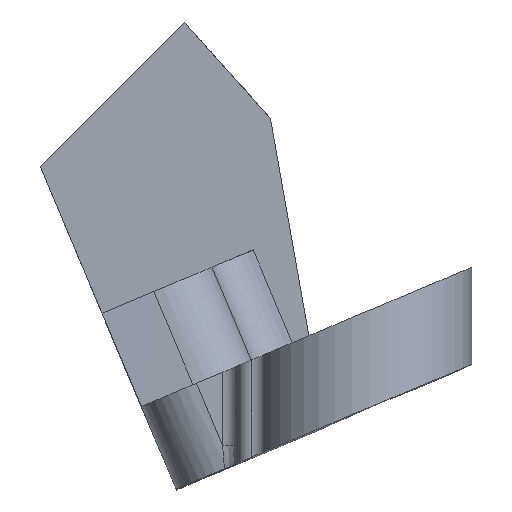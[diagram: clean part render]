
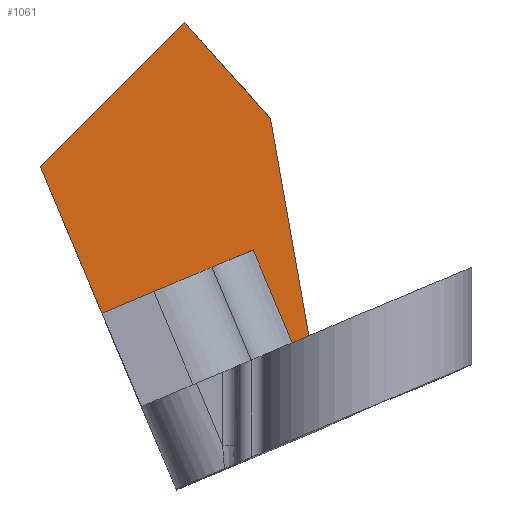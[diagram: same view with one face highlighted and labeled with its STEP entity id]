
A CAD part, top view. The second image highlights one B-rep face of the part: STEP entity #1061.
In plain terms, the highlighted planar face has unit normal (0, 0, 1).
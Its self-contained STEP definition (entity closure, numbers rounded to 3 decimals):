
#40=PLANE('',#1185);
#353=ORIENTED_EDGE('',*,*,#552,.T.);
#354=ORIENTED_EDGE('',*,*,#553,.T.);
#355=ORIENTED_EDGE('',*,*,#531,.F.);
#356=ORIENTED_EDGE('',*,*,#554,.F.);
#357=ORIENTED_EDGE('',*,*,#555,.F.);
#358=ORIENTED_EDGE('',*,*,#556,.F.);
#359=ORIENTED_EDGE('',*,*,#557,.F.);
#531=EDGE_CURVE('',#648,#649,#733,.T.);
#552=EDGE_CURVE('',#668,#669,#745,.F.);
#553=EDGE_CURVE('',#669,#649,#746,.T.);
#554=EDGE_CURVE('',#670,#648,#747,.T.);
#555=EDGE_CURVE('',#671,#670,#748,.T.);
#556=EDGE_CURVE('',#672,#671,#749,.T.);
#557=EDGE_CURVE('',#668,#672,#750,.T.);
#648=VERTEX_POINT('',#1821);
#649=VERTEX_POINT('',#1822);
#668=VERTEX_POINT('',#1873);
#669=VERTEX_POINT('',#1874);
#670=VERTEX_POINT('',#1877);
#671=VERTEX_POINT('',#1879);
#672=VERTEX_POINT('',#1881);
#733=LINE('',#1820,#817);
#745=LINE('',#1872,#829);
#746=LINE('',#1875,#830);
#747=LINE('',#1876,#831);
#748=LINE('',#1878,#832);
#749=LINE('',#1880,#833);
#750=LINE('',#1882,#834);
#817=VECTOR('',#1418,1000.);
#829=VECTOR('',#1454,1000.);
#830=VECTOR('',#1455,1000.);
#831=VECTOR('',#1456,1000.);
#832=VECTOR('',#1457,1000.);
#833=VECTOR('',#1458,1000.);
#834=VECTOR('',#1459,1000.);
#902=EDGE_LOOP('',(#353,#354,#355,#356,#357,#358,#359));
#976=FACE_BOUND('',#902,.T.);
#1061=ADVANCED_FACE('',(#976),#40,.T.);
#1185=AXIS2_PLACEMENT_3D('',#1871,#1452,#1453);
#1418=DIRECTION('',(0.174,-0.985,0.));
#1452=DIRECTION('',(0.,0.,1.));
#1453=DIRECTION('',(1.,0.,0.));
#1454=DIRECTION('',(-0.388,0.922,0.));
#1455=DIRECTION('',(0.922,0.388,0.));
#1456=DIRECTION('',(0.667,-0.745,0.));
#1457=DIRECTION('',(0.707,0.707,0.));
#1458=DIRECTION('',(-0.388,0.922,0.));
#1459=DIRECTION('',(-0.922,-0.388,0.));
#1820=CARTESIAN_POINT('',(4.503,4.923,116.824));
#1821=CARTESIAN_POINT('',(2.199,17.97,116.824));
#1822=CARTESIAN_POINT('',(4.783,3.336,116.824));
#1871=CARTESIAN_POINT('',(-2.934,-0.219,116.824));
#1872=CARTESIAN_POINT('',(3.678,2.871,116.824));
#1873=CARTESIAN_POINT('',(1.042,9.141,116.824));
#1874=CARTESIAN_POINT('',(3.678,2.871,116.824));
#1875=CARTESIAN_POINT('',(-2.951,0.085,116.824));
#1876=CARTESIAN_POINT('',(-3.559,24.402,116.824));
#1877=CARTESIAN_POINT('',(-3.559,24.402,116.824));
#1878=CARTESIAN_POINT('',(-15.557,12.404,116.824));
#1879=CARTESIAN_POINT('',(-13.215,14.746,116.824));
#1880=CARTESIAN_POINT('',(-9.071,4.89,116.824));
#1881=CARTESIAN_POINT('',(-9.071,4.89,116.824));
#1882=CARTESIAN_POINT('',(-2.408,7.691,116.824));
